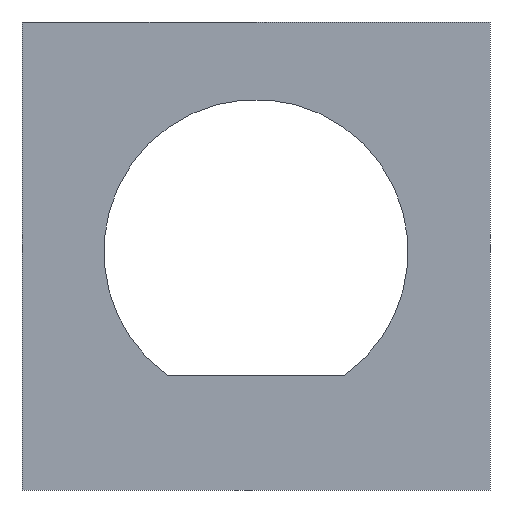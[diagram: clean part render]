
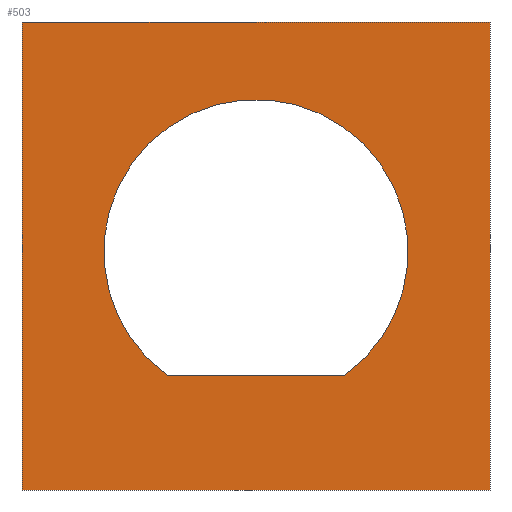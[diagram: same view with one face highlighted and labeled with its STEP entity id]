
A CAD part, front view. The second image highlights one B-rep face of the part: STEP entity #503.
In plain terms, the highlighted planar face has unit normal (0, -1, 0).
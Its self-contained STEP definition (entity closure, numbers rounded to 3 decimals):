
#13 = CARTESIAN_POINT ( 'NONE',  ( -4.921, 0., 4.921 ) ) ;
#15 = CARTESIAN_POINT ( 'NONE',  ( 4.921, 0., 4.921 ) ) ;
#27 = LINE ( 'NONE', #337, #75 ) ;
#29 = EDGE_CURVE ( 'NONE', #213, #375, #467, .T. ) ;
#31 = DIRECTION ( 'NONE',  ( 0., 0., -1. ) ) ;
#35 = FACE_OUTER_BOUND ( 'NONE', #598, .T. ) ;
#41 = FACE_BOUND ( 'NONE', #193, .T. ) ;
#59 = ORIENTED_EDGE ( 'NONE', *, *, #495, .F. ) ;
#64 = LINE ( 'NONE', #171, #215 ) ;
#75 = VECTOR ( 'NONE', #594, 1000. ) ;
#80 = DIRECTION ( 'NONE',  ( -1., 0., 0. ) ) ;
#105 = DIRECTION ( 'NONE',  ( 0., 1., 0. ) ) ;
#152 = CARTESIAN_POINT ( 'NONE',  ( 0., 0., 0.091 ) ) ;
#171 = CARTESIAN_POINT ( 'NONE',  ( -1.865, 0., -2.509 ) ) ;
#187 = LINE ( 'NONE', #287, #610 ) ;
#193 = EDGE_LOOP ( 'NONE', ( #447, #486 ) ) ;
#202 = CARTESIAN_POINT ( 'NONE',  ( -4.921, 0., -4.921 ) ) ;
#208 = EDGE_CURVE ( 'NONE', #462, #230, #609, .T. ) ;
#213 = VERTEX_POINT ( 'NONE', #461 ) ;
#215 = VECTOR ( 'NONE', #370, 1000. ) ;
#230 = VERTEX_POINT ( 'NONE', #247 ) ;
#231 = DIRECTION ( 'NONE',  ( 0., 1., 0. ) ) ;
#243 = DIRECTION ( 'NONE',  ( 1., 0., 0. ) ) ;
#247 = CARTESIAN_POINT ( 'NONE',  ( 1.865, 0., -2.509 ) ) ;
#282 = CARTESIAN_POINT ( 'NONE',  ( 0., 0., 0. ) ) ;
#287 = CARTESIAN_POINT ( 'NONE',  ( 4.921, 0., -4.921 ) ) ;
#310 = AXIS2_PLACEMENT_3D ( 'NONE', #152, #105, #355 ) ;
#333 = AXIS2_PLACEMENT_3D ( 'NONE', #282, #231, #484 ) ;
#336 = EDGE_CURVE ( 'NONE', #230, #462, #64, .T. ) ;
#337 = CARTESIAN_POINT ( 'NONE',  ( -4.921, 0., -4.921 ) ) ;
#355 = DIRECTION ( 'NONE',  ( 0., 0., 1. ) ) ;
#370 = DIRECTION ( 'NONE',  ( -1., 0., 0. ) ) ;
#371 = ORIENTED_EDGE ( 'NONE', *, *, #454, .F. ) ;
#375 = VERTEX_POINT ( 'NONE', #15 ) ;
#383 = ORIENTED_EDGE ( 'NONE', *, *, #29, .F. ) ;
#384 = CARTESIAN_POINT ( 'NONE',  ( -4.921, 0., -4.921 ) ) ;
#417 = EDGE_CURVE ( 'NONE', #375, #479, #187, .T. ) ;
#441 = CARTESIAN_POINT ( 'NONE',  ( 4.921, 0., -4.921 ) ) ;
#447 = ORIENTED_EDGE ( 'NONE', *, *, #208, .T. ) ;
#454 = EDGE_CURVE ( 'NONE', #593, #213, #27, .T. ) ;
#461 = CARTESIAN_POINT ( 'NONE',  ( -4.921, 0., 4.921 ) ) ;
#462 = VERTEX_POINT ( 'NONE', #538 ) ;
#467 = LINE ( 'NONE', #13, #480 ) ;
#479 = VERTEX_POINT ( 'NONE', #441 ) ;
#480 = VECTOR ( 'NONE', #243, 1000. ) ;
#484 = DIRECTION ( 'NONE',  ( 0., 0., 1. ) ) ;
#486 = ORIENTED_EDGE ( 'NONE', *, *, #336, .T. ) ;
#495 = EDGE_CURVE ( 'NONE', #479, #593, #543, .T. ) ;
#503 = ADVANCED_FACE ( 'NONE', ( #35, #41 ), #646, .F. ) ;
#538 = CARTESIAN_POINT ( 'NONE',  ( -1.865, 0., -2.509 ) ) ;
#543 = LINE ( 'NONE', #384, #628 ) ;
#593 = VERTEX_POINT ( 'NONE', #202 ) ;
#594 = DIRECTION ( 'NONE',  ( 0., 0., 1. ) ) ;
#598 = EDGE_LOOP ( 'NONE', ( #371, #59, #620, #383 ) ) ;
#609 = CIRCLE ( 'NONE', #310, 3.2 ) ;
#610 = VECTOR ( 'NONE', #31, 1000. ) ;
#620 = ORIENTED_EDGE ( 'NONE', *, *, #417, .F. ) ;
#628 = VECTOR ( 'NONE', #80, 1000. ) ;
#646 = PLANE ( 'NONE',  #333 ) ;
